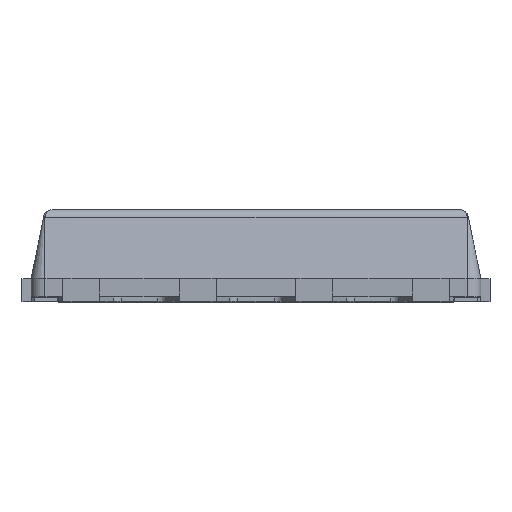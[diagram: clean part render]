
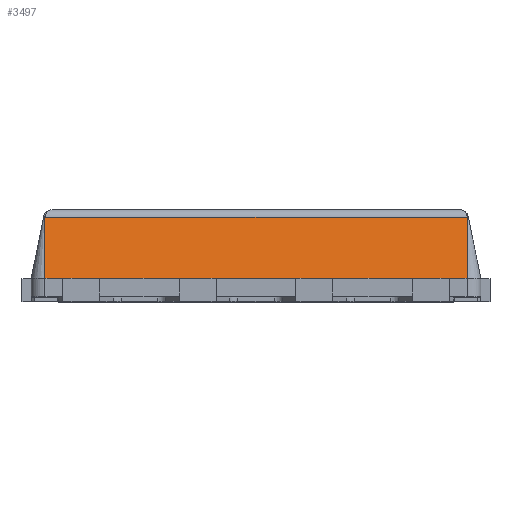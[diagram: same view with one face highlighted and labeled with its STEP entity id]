
A CAD part, top view. The second image highlights one B-rep face of the part: STEP entity #3497.
In plain terms, the highlighted planar face has unit normal (0, 0.196, 0.981).
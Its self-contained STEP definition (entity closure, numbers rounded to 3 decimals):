
#80 = VECTOR ( 'NONE', #3132, 1000. ) ;
#100 = DIRECTION ( 'NONE',  ( 0., -0.981, 0.196 ) ) ;
#234 = CARTESIAN_POINT ( 'NONE',  ( 2.3, 0.25, 2.9 ) ) ;
#261 = LINE ( 'NONE', #4193, #788 ) ;
#326 = CARTESIAN_POINT ( 'NONE',  ( -2.3, 0.92, 2.766 ) ) ;
#374 = LINE ( 'NONE', #5696, #6901 ) ;
#385 = LINE ( 'NONE', #5585, #5316 ) ;
#486 = DIRECTION ( 'NONE',  ( -1., 0., 0. ) ) ;
#666 = DIRECTION ( 'NONE',  ( 0., 0.196, 0.981 ) ) ;
#705 = PLANE ( 'NONE',  #4773 ) ;
#786 = CARTESIAN_POINT ( 'NONE',  ( 2.3, 0.25, 2.9 ) ) ;
#788 = VECTOR ( 'NONE', #4846, 1000. ) ;
#906 = ORIENTED_EDGE ( 'NONE', *, *, #958, .F. ) ;
#958 = EDGE_CURVE ( 'NONE', #3659, #5010, #261, .T. ) ;
#964 = DIRECTION ( 'NONE',  ( -1., 0., 0. ) ) ;
#1041 = VECTOR ( 'NONE', #1614, 1000. ) ;
#1058 = DIRECTION ( 'NONE',  ( -1., 0., 0. ) ) ;
#1076 = CARTESIAN_POINT ( 'NONE',  ( 2.3, 0.25, 2.9 ) ) ;
#1102 = CARTESIAN_POINT ( 'NONE',  ( 2.3, 0.25, 2.9 ) ) ;
#1257 = CARTESIAN_POINT ( 'NONE',  ( -0.435, 0.25, 2.9 ) ) ;
#1267 = CARTESIAN_POINT ( 'NONE',  ( 0.835, 0.25, 2.9 ) ) ;
#1268 = ORIENTED_EDGE ( 'NONE', *, *, #1710, .F. ) ;
#1287 = CARTESIAN_POINT ( 'NONE',  ( -2.105, 0.25, 2.9 ) ) ;
#1614 = DIRECTION ( 'NONE',  ( -1., 0., 0. ) ) ;
#1661 = LINE ( 'NONE', #5744, #2609 ) ;
#1710 = EDGE_CURVE ( 'NONE', #3615, #7345, #385, .T. ) ;
#1744 = DIRECTION ( 'NONE',  ( 0., 0.981, -0.196 ) ) ;
#1746 = DIRECTION ( 'NONE',  ( -1., 0., 0. ) ) ;
#1784 = ORIENTED_EDGE ( 'NONE', *, *, #4806, .F. ) ;
#1852 = EDGE_CURVE ( 'NONE', #3378, #3659, #4240, .T. ) ;
#1865 = LINE ( 'NONE', #3611, #2216 ) ;
#1879 = ORIENTED_EDGE ( 'NONE', *, *, #6756, .F. ) ;
#2187 = DIRECTION ( 'NONE',  ( -1., 0., 0. ) ) ;
#2216 = VECTOR ( 'NONE', #1746, 1000. ) ;
#2340 = LINE ( 'NONE', #6437, #6008 ) ;
#2418 = LINE ( 'NONE', #2905, #4328 ) ;
#2494 = EDGE_CURVE ( 'NONE', #2875, #6434, #6324, .T. ) ;
#2609 = VECTOR ( 'NONE', #486, 1000. ) ;
#2819 = EDGE_CURVE ( 'NONE', #3796, #6037, #2340, .T. ) ;
#2875 = VERTEX_POINT ( 'NONE', #786 ) ;
#2905 = CARTESIAN_POINT ( 'NONE',  ( 2.3, 0.25, 2.9 ) ) ;
#3040 = CARTESIAN_POINT ( 'NONE',  ( 2.3, 0.92, 2.766 ) ) ;
#3132 = DIRECTION ( 'NONE',  ( -1., 0., 0. ) ) ;
#3144 = EDGE_CURVE ( 'NONE', #3817, #3615, #1865, .T. ) ;
#3152 = CARTESIAN_POINT ( 'NONE',  ( -2.3, 0.25, 2.9 ) ) ;
#3231 = CARTESIAN_POINT ( 'NONE',  ( 0., 0.25, 2.9 ) ) ;
#3264 = DIRECTION ( 'NONE',  ( -1., 0., 0. ) ) ;
#3345 = EDGE_CURVE ( 'NONE', #6302, #4380, #3765, .T. ) ;
#3378 = VERTEX_POINT ( 'NONE', #5586 ) ;
#3497 = ADVANCED_FACE ( 'NONE', ( #7184 ), #705, .T. ) ;
#3611 = CARTESIAN_POINT ( 'NONE',  ( 2.3, 0.25, 2.9 ) ) ;
#3615 = VERTEX_POINT ( 'NONE', #7301 ) ;
#3659 = VERTEX_POINT ( 'NONE', #5961 ) ;
#3765 = LINE ( 'NONE', #234, #5764 ) ;
#3773 = CARTESIAN_POINT ( 'NONE',  ( 0.435, 0.25, 2.9 ) ) ;
#3796 = VERTEX_POINT ( 'NONE', #3152 ) ;
#3817 = VERTEX_POINT ( 'NONE', #6802 ) ;
#4097 = ORIENTED_EDGE ( 'NONE', *, *, #1852, .F. ) ;
#4105 = EDGE_LOOP ( 'NONE', ( #6663, #4658, #4611, #5399, #1268, #5446, #1784, #4252, #5443, #906, #4097, #1879 ) ) ;
#4193 = CARTESIAN_POINT ( 'NONE',  ( 2.3, 0.25, 2.9 ) ) ;
#4240 = LINE ( 'NONE', #5494, #80 ) ;
#4252 = ORIENTED_EDGE ( 'NONE', *, *, #3345, .F. ) ;
#4279 = EDGE_CURVE ( 'NONE', #5010, #6302, #1661, .T. ) ;
#4328 = VECTOR ( 'NONE', #1058, 1000. ) ;
#4380 = VERTEX_POINT ( 'NONE', #1257 ) ;
#4611 = ORIENTED_EDGE ( 'NONE', *, *, #2819, .F. ) ;
#4658 = ORIENTED_EDGE ( 'NONE', *, *, #4688, .T. ) ;
#4688 = EDGE_CURVE ( 'NONE', #6434, #6037, #374, .T. ) ;
#4773 = AXIS2_PLACEMENT_3D ( 'NONE', #5372, #666, #100 ) ;
#4806 = EDGE_CURVE ( 'NONE', #4380, #3817, #4940, .T. ) ;
#4846 = DIRECTION ( 'NONE',  ( -1., 0., 0. ) ) ;
#4940 = LINE ( 'NONE', #3231, #5529 ) ;
#5010 = VERTEX_POINT ( 'NONE', #1267 ) ;
#5038 = DIRECTION ( 'NONE',  ( -1., 0., 0. ) ) ;
#5113 = LINE ( 'NONE', #1102, #1041 ) ;
#5316 = VECTOR ( 'NONE', #2187, 1000. ) ;
#5332 = EDGE_CURVE ( 'NONE', #7345, #3796, #2418, .T. ) ;
#5335 = DIRECTION ( 'NONE',  ( 0., 0.981, -0.196 ) ) ;
#5372 = CARTESIAN_POINT ( 'NONE',  ( 2.3, 0.25, 2.9 ) ) ;
#5399 = ORIENTED_EDGE ( 'NONE', *, *, #5332, .F. ) ;
#5443 = ORIENTED_EDGE ( 'NONE', *, *, #4279, .F. ) ;
#5446 = ORIENTED_EDGE ( 'NONE', *, *, #3144, .F. ) ;
#5494 = CARTESIAN_POINT ( 'NONE',  ( 0., 0.25, 2.9 ) ) ;
#5529 = VECTOR ( 'NONE', #964, 1000. ) ;
#5585 = CARTESIAN_POINT ( 'NONE',  ( 0., 0.25, 2.9 ) ) ;
#5586 = CARTESIAN_POINT ( 'NONE',  ( 2.105, 0.25, 2.9 ) ) ;
#5696 = CARTESIAN_POINT ( 'NONE',  ( 2.3, 0.92, 2.766 ) ) ;
#5744 = CARTESIAN_POINT ( 'NONE',  ( 0., 0.25, 2.9 ) ) ;
#5764 = VECTOR ( 'NONE', #3264, 1000. ) ;
#5961 = CARTESIAN_POINT ( 'NONE',  ( 1.705, 0.25, 2.9 ) ) ;
#6008 = VECTOR ( 'NONE', #5335, 1000. ) ;
#6037 = VERTEX_POINT ( 'NONE', #326 ) ;
#6302 = VERTEX_POINT ( 'NONE', #3773 ) ;
#6324 = LINE ( 'NONE', #1076, #6364 ) ;
#6364 = VECTOR ( 'NONE', #1744, 1000. ) ;
#6434 = VERTEX_POINT ( 'NONE', #3040 ) ;
#6437 = CARTESIAN_POINT ( 'NONE',  ( -2.3, 0.25, 2.9 ) ) ;
#6663 = ORIENTED_EDGE ( 'NONE', *, *, #2494, .T. ) ;
#6756 = EDGE_CURVE ( 'NONE', #2875, #3378, #5113, .T. ) ;
#6802 = CARTESIAN_POINT ( 'NONE',  ( -0.835, 0.25, 2.9 ) ) ;
#6901 = VECTOR ( 'NONE', #5038, 1000. ) ;
#7184 = FACE_OUTER_BOUND ( 'NONE', #4105, .T. ) ;
#7301 = CARTESIAN_POINT ( 'NONE',  ( -1.705, 0.25, 2.9 ) ) ;
#7345 = VERTEX_POINT ( 'NONE', #1287 ) ;
